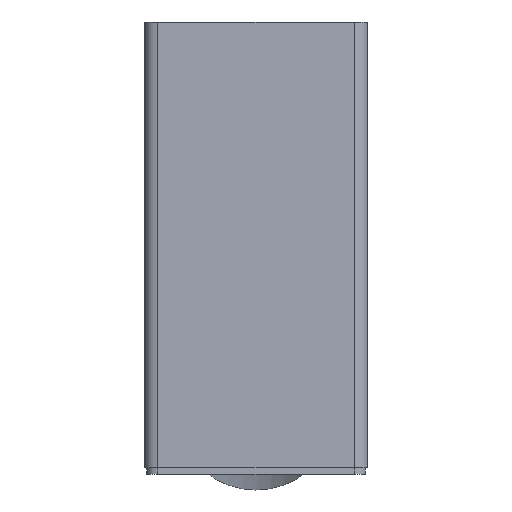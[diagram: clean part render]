
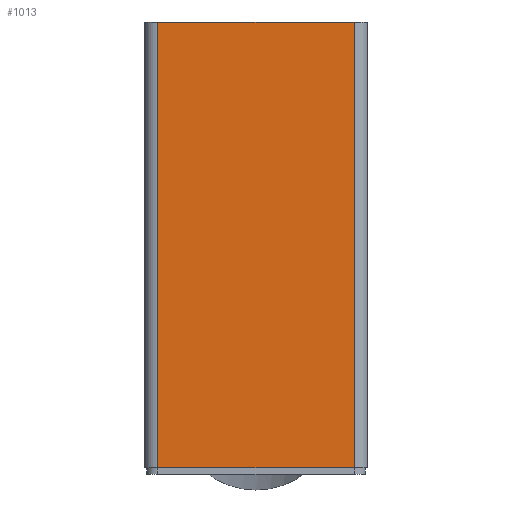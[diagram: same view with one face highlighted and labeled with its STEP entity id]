
A CAD part, front view. The second image highlights one B-rep face of the part: STEP entity #1013.
In plain terms, the highlighted planar face has unit normal (0, -1, 0).
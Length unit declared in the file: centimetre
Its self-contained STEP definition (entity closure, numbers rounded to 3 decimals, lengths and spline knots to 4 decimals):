
#86=FACE_OUTER_BOUND('',#144,.T.);
#144=EDGE_LOOP('',(#736,#737,#738,#739));
#239=LINE('',#1529,#331);
#246=LINE('',#1560,#338);
#266=LINE('',#1618,#358);
#268=LINE('',#1621,#360);
#331=VECTOR('',#1196,1.);
#338=VECTOR('',#1221,1.);
#358=VECTOR('',#1271,1.);
#360=VECTOR('',#1275,1.);
#425=VERTEX_POINT('',#1526);
#426=VERTEX_POINT('',#1528);
#440=VERTEX_POINT('',#1557);
#441=VERTEX_POINT('',#1559);
#525=EDGE_CURVE('',#425,#426,#239,.T.);
#540=EDGE_CURVE('',#441,#440,#246,.T.);
#570=EDGE_CURVE('',#441,#425,#266,.T.);
#572=EDGE_CURVE('',#426,#440,#268,.T.);
#736=ORIENTED_EDGE('',*,*,#540,.T.);
#737=ORIENTED_EDGE('',*,*,#572,.F.);
#738=ORIENTED_EDGE('',*,*,#525,.F.);
#739=ORIENTED_EDGE('',*,*,#570,.F.);
#978=PLANE('',#1093);
#1013=ADVANCED_FACE('',(#86),#978,.F.);
#1093=AXIS2_PLACEMENT_3D('',#1620,#1273,#1274);
#1196=DIRECTION('',(1.,0.,0.));
#1221=DIRECTION('',(1.,0.,0.));
#1271=DIRECTION('',(0.,0.,1.));
#1273=DIRECTION('center_axis',(0.,1.,0.));
#1274=DIRECTION('ref_axis',(0.,0.,-1.));
#1275=DIRECTION('',(0.,0.,-1.));
#1526=CARTESIAN_POINT('',(-44.,-50.,200.));
#1528=CARTESIAN_POINT('',(44.,-50.,200.));
#1529=CARTESIAN_POINT('',(-44.,-50.,200.));
#1557=CARTESIAN_POINT('',(44.,-50.,0.));
#1559=CARTESIAN_POINT('',(-44.,-50.,0.));
#1560=CARTESIAN_POINT('',(-22.,-50.,0.));
#1618=CARTESIAN_POINT('',(-44.,-50.,196.1705));
#1620=CARTESIAN_POINT('Origin',(0.,-50.,71.1705));
#1621=CARTESIAN_POINT('',(44.,-50.,71.1705));
